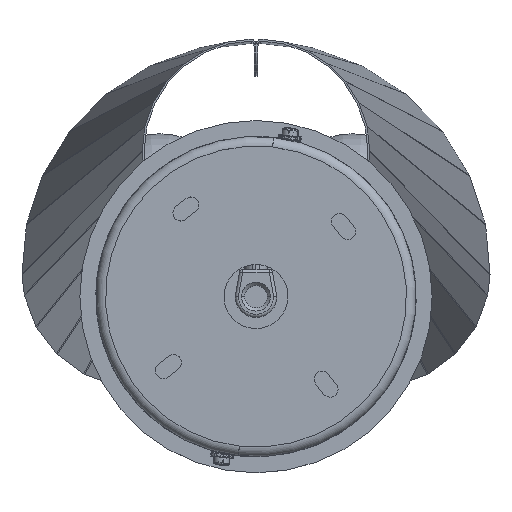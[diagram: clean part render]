
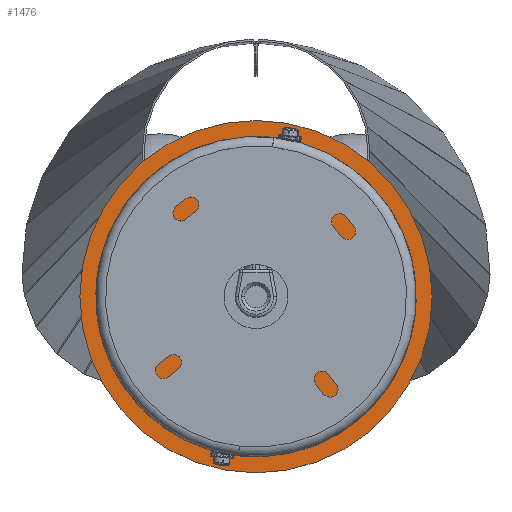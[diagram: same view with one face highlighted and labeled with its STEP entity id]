
A CAD part, top view. The second image highlights one B-rep face of the part: STEP entity #1476.
In plain terms, the highlighted planar face has unit normal (0, 0, 1).
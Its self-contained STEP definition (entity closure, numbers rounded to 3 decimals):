
#1118 = CARTESIAN_POINT ( 'NONE',  ( 5.25, 0., 2. ) ) ;
#1199 = ORIENTED_EDGE ( 'NONE', *, *, #5667, .F. ) ;
#1269 = DIRECTION ( 'NONE',  ( 0., 0., 1. ) ) ;
#1476 = ADVANCED_FACE ( 'NONE', ( #4751, #21705 ), #16710, .T. ) ;
#1529 = VERTEX_POINT ( 'NONE', #16923 ) ;
#1645 = EDGE_CURVE ( 'NONE', #3875, #1529, #7949, .T. ) ;
#1829 = EDGE_LOOP ( 'NONE', ( #17584, #17657 ) ) ;
#2787 = VERTEX_POINT ( 'NONE', #17199 ) ;
#3875 = VERTEX_POINT ( 'NONE', #1118 ) ;
#4751 = FACE_BOUND ( 'NONE', #11484, .T. ) ;
#5066 = DIRECTION ( 'NONE',  ( 1., 0., 0. ) ) ;
#5667 = EDGE_CURVE ( 'NONE', #1529, #3875, #19628, .T. ) ;
#6232 = CARTESIAN_POINT ( 'NONE',  ( 0., 0., 2. ) ) ;
#7554 = AXIS2_PLACEMENT_3D ( 'NONE', #6232, #1269, #21490 ) ;
#7603 = ORIENTED_EDGE ( 'NONE', *, *, #1645, .F. ) ;
#7949 = CIRCLE ( 'NONE', #11762, 5.25 ) ;
#8133 = DIRECTION ( 'NONE',  ( 0., 0., 1. ) ) ;
#8363 = AXIS2_PLACEMENT_3D ( 'NONE', #8886, #15401, #8666 ) ;
#8474 = EDGE_CURVE ( 'NONE', #2787, #9546, #10201, .T. ) ;
#8666 = DIRECTION ( 'NONE',  ( 1., 0., 0. ) ) ;
#8778 = AXIS2_PLACEMENT_3D ( 'NONE', #18362, #8133, #13403 ) ;
#8886 = CARTESIAN_POINT ( 'NONE',  ( 0., 0., 2. ) ) ;
#9088 = EDGE_CURVE ( 'NONE', #9546, #2787, #9372, .T. ) ;
#9372 = CIRCLE ( 'NONE', #17725, 55. ) ;
#9546 = VERTEX_POINT ( 'NONE', #15351 ) ;
#10201 = CIRCLE ( 'NONE', #8363, 55. ) ;
#10794 = DIRECTION ( 'NONE',  ( 1., 0., 0. ) ) ;
#11484 = EDGE_LOOP ( 'NONE', ( #7603, #1199 ) ) ;
#11762 = AXIS2_PLACEMENT_3D ( 'NONE', #17219, #15681, #10794 ) ;
#13403 = DIRECTION ( 'NONE',  ( 1., 0., 0. ) ) ;
#13406 = DIRECTION ( 'NONE',  ( 0., 0., 1. ) ) ;
#15249 = CARTESIAN_POINT ( 'NONE',  ( 0., 0., 2. ) ) ;
#15351 = CARTESIAN_POINT ( 'NONE',  ( -55., 0., 2. ) ) ;
#15401 = DIRECTION ( 'NONE',  ( 0., 0., 1. ) ) ;
#15681 = DIRECTION ( 'NONE',  ( 0., 0., 1. ) ) ;
#16710 = PLANE ( 'NONE',  #8778 ) ;
#16923 = CARTESIAN_POINT ( 'NONE',  ( -5.25, 0., 2. ) ) ;
#17199 = CARTESIAN_POINT ( 'NONE',  ( 55., 0., 2. ) ) ;
#17219 = CARTESIAN_POINT ( 'NONE',  ( 0., 0., 2. ) ) ;
#17584 = ORIENTED_EDGE ( 'NONE', *, *, #9088, .T. ) ;
#17657 = ORIENTED_EDGE ( 'NONE', *, *, #8474, .T. ) ;
#17725 = AXIS2_PLACEMENT_3D ( 'NONE', #15249, #13406, #5066 ) ;
#18362 = CARTESIAN_POINT ( 'NONE',  ( 0., 0., 2. ) ) ;
#19628 = CIRCLE ( 'NONE', #7554, 5.25 ) ;
#21490 = DIRECTION ( 'NONE',  ( 1., 0., 0. ) ) ;
#21705 = FACE_OUTER_BOUND ( 'NONE', #1829, .T. ) ;
